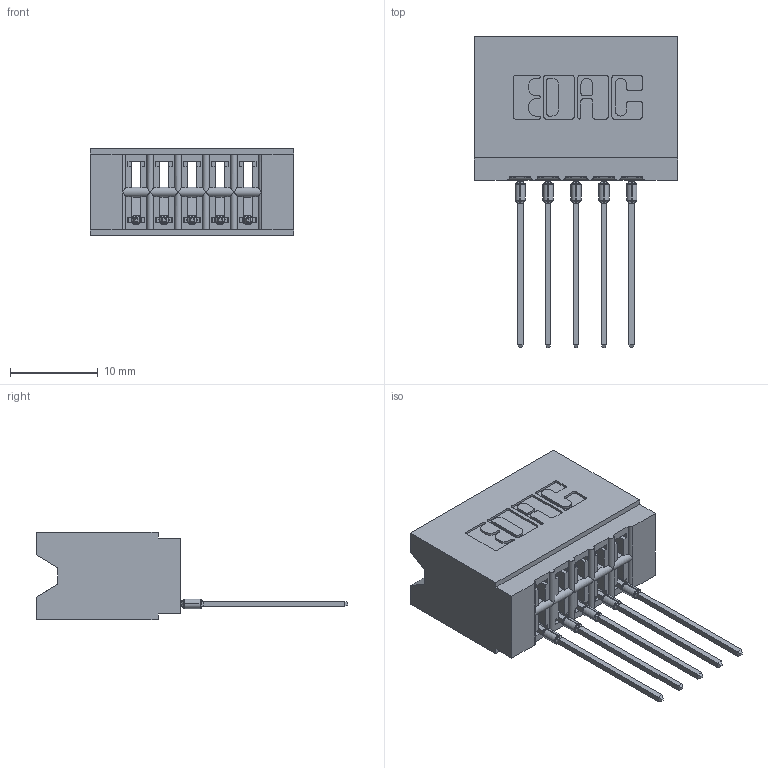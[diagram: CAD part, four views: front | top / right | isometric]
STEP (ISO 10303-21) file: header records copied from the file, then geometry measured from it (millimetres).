
FILE_DESCRIPTION (( 'STEP AP203' ), '1' );
FILE_NAME ('746-005-541-506.STEP', '2026-02-27T15:19:23', ( '' ), ( '' ), 'SwSTEP 2.0', 'SolidWorks 2023', '' );
FILE_SCHEMA (( 'CONFIG_CONTROL_DESIGN' ));
Length unit declared in the file: millimetre
Products named in the file (3): 746-005-541-506; 746 Part_.340 Slot Depth - 06; 746-292-001_541
Assembly tree (6 placements, depth 2):
  746-005-541-506
    746 Part_.340 Slot Depth - 06
    746-292-001_541  x5
Bounding box: 23.11 x 35.42 x 9.91 mm (x, y, z)
Volume: 2822.5 mm3; surface area: 3376.1 mm2
Topology: 6 solids, 6 shells, 638 faces, 1800 edges, 1160 vertices
Faces by surface type: plane 371, cylinder 137, bspline 100, torus 30
Entity records: 12795 total; most frequent: CARTESIAN_POINT 2893, ORIENTED_EDGE 2120, DIRECTION 1824, EDGE_CURVE 1060, VECTOR 826, LINE 826, VERTEX_POINT 696, AXIS2_PLACEMENT_3D 499
